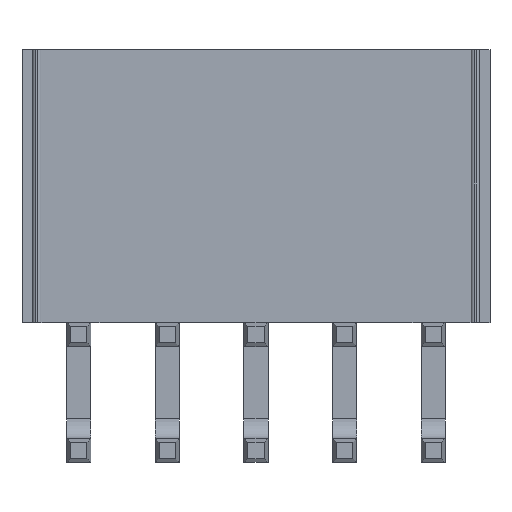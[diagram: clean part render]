
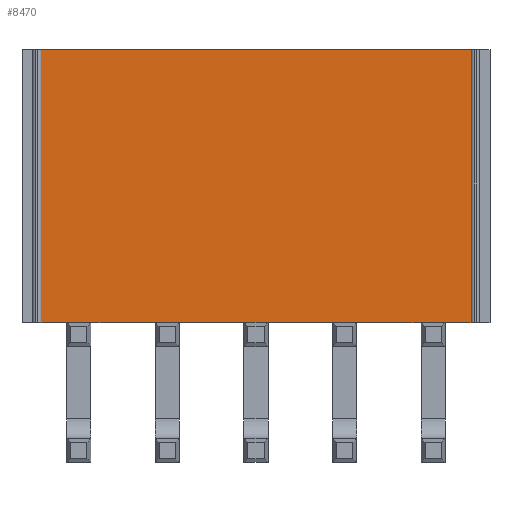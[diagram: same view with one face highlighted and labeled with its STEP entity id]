
A CAD part, front view. The second image highlights one B-rep face of the part: STEP entity #8470.
In plain terms, the highlighted planar face has unit normal (0, -1, 0).
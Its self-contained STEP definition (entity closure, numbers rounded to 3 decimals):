
#90=DIRECTION('',(0.,0.,-1.));
#91=VECTOR('',#90,12.95);
#92=CARTESIAN_POINT('',(10.2,-4.835,12.95));
#93=LINE('',#92,#91);
#98=DIRECTION('',(1.,0.,0.));
#99=VECTOR('',#98,1.23);
#100=CARTESIAN_POINT('',(-10.2,-4.835,0.));
#101=LINE('',#100,#99);
#102=DIRECTION('',(-1.,0.,0.));
#103=VECTOR('',#102,20.4);
#104=CARTESIAN_POINT('',(10.2,-4.835,12.95));
#105=LINE('',#104,#103);
#106=DIRECTION('',(1.,0.,0.));
#107=VECTOR('',#106,1.23);
#108=CARTESIAN_POINT('',(8.97,-4.835,0.));
#109=LINE('',#108,#107);
#110=DIRECTION('',(1.,0.,0.));
#111=VECTOR('',#110,3.06);
#112=CARTESIAN_POINT('',(4.77,-4.835,0.));
#113=LINE('',#112,#111);
#114=DIRECTION('',(1.,0.,0.));
#115=VECTOR('',#114,3.06);
#116=CARTESIAN_POINT('',(0.57,-4.835,0.));
#117=LINE('',#116,#115);
#118=DIRECTION('',(1.,0.,0.));
#119=VECTOR('',#118,3.06);
#120=CARTESIAN_POINT('',(-3.63,-4.835,0.));
#121=LINE('',#120,#119);
#122=DIRECTION('',(1.,0.,0.));
#123=VECTOR('',#122,3.06);
#124=CARTESIAN_POINT('',(-7.83,-4.835,0.));
#125=LINE('',#124,#123);
#130=DIRECTION('',(0.,0.,-1.));
#131=VECTOR('',#130,12.95);
#132=CARTESIAN_POINT('',(-10.2,-4.835,12.95));
#133=LINE('',#132,#131);
#1711=DIRECTION('',(-1.,0.,0.));
#1712=VECTOR('',#1711,1.14);
#1713=CARTESIAN_POINT('',(8.97,-4.835,0.));
#1714=LINE('',#1713,#1712);
#1817=DIRECTION('',(-1.,0.,0.));
#1818=VECTOR('',#1817,1.14);
#1819=CARTESIAN_POINT('',(4.77,-4.835,0.));
#1820=LINE('',#1819,#1818);
#1923=DIRECTION('',(-1.,0.,0.));
#1924=VECTOR('',#1923,1.14);
#1925=CARTESIAN_POINT('',(0.57,-4.835,0.));
#1926=LINE('',#1925,#1924);
#2029=DIRECTION('',(-1.,0.,0.));
#2030=VECTOR('',#2029,1.14);
#2031=CARTESIAN_POINT('',(-3.63,-4.835,0.));
#2032=LINE('',#2031,#2030);
#2135=DIRECTION('',(-1.,0.,0.));
#2136=VECTOR('',#2135,1.14);
#2137=CARTESIAN_POINT('',(-7.83,-4.835,0.));
#2138=LINE('',#2137,#2136);
#5797=CARTESIAN_POINT('',(10.2,-4.835,0.));
#5798=VERTEX_POINT('',#5797);
#5799=CARTESIAN_POINT('',(8.97,-4.835,0.));
#5800=VERTEX_POINT('',#5799);
#5805=CARTESIAN_POINT('',(4.77,-4.835,0.));
#5806=CARTESIAN_POINT('',(7.83,-4.835,0.));
#5807=VERTEX_POINT('',#5805);
#5808=VERTEX_POINT('',#5806);
#5813=CARTESIAN_POINT('',(0.57,-4.835,0.));
#5814=CARTESIAN_POINT('',(3.63,-4.835,0.));
#5815=VERTEX_POINT('',#5813);
#5816=VERTEX_POINT('',#5814);
#5821=CARTESIAN_POINT('',(-3.63,-4.835,0.));
#5822=CARTESIAN_POINT('',(-0.57,-4.835,0.));
#5823=VERTEX_POINT('',#5821);
#5824=VERTEX_POINT('',#5822);
#5829=CARTESIAN_POINT('',(-7.83,-4.835,0.));
#5830=CARTESIAN_POINT('',(-4.77,-4.835,0.));
#5831=VERTEX_POINT('',#5829);
#5832=VERTEX_POINT('',#5830);
#5837=CARTESIAN_POINT('',(-10.2,-4.835,0.));
#5838=CARTESIAN_POINT('',(-8.97,-4.835,0.));
#5839=VERTEX_POINT('',#5837);
#5840=VERTEX_POINT('',#5838);
#6837=CARTESIAN_POINT('',(10.2,-4.835,12.95));
#6838=VERTEX_POINT('',#6837);
#6839=CARTESIAN_POINT('',(-10.2,-4.835,12.95));
#6840=VERTEX_POINT('',#6839);
#8442=CARTESIAN_POINT('',(0.,-4.835,6.475));
#8443=DIRECTION('',(0.,1.,0.));
#8444=DIRECTION('',(1.,0.,0.));
#8445=AXIS2_PLACEMENT_3D('',#8442,#8443,#8444);
#8446=PLANE('',#8445);
#8447=ORIENTED_EDGE('',*,*,#7660,.F.);
#8449=ORIENTED_EDGE('',*,*,#8448,.F.);
#8451=ORIENTED_EDGE('',*,*,#8450,.F.);
#8452=ORIENTED_EDGE('',*,*,#8435,.T.);
#8453=ORIENTED_EDGE('',*,*,#7700,.F.);
#8455=ORIENTED_EDGE('',*,*,#8454,.T.);
#8456=ORIENTED_EDGE('',*,*,#7692,.F.);
#8458=ORIENTED_EDGE('',*,*,#8457,.T.);
#8459=ORIENTED_EDGE('',*,*,#7684,.F.);
#8461=ORIENTED_EDGE('',*,*,#8460,.T.);
#8462=ORIENTED_EDGE('',*,*,#7676,.F.);
#8464=ORIENTED_EDGE('',*,*,#8463,.T.);
#8465=ORIENTED_EDGE('',*,*,#7668,.F.);
#8467=ORIENTED_EDGE('',*,*,#8466,.T.);
#8468=EDGE_LOOP('',(#8447,#8449,#8451,#8452,#8453,#8455,#8456,#8458,#8459,#8461,
#8462,#8464,#8465,#8467));
#8469=FACE_OUTER_BOUND('',#8468,.F.);
#7660=EDGE_CURVE('',#5839,#5840,#101,.T.);
#7668=EDGE_CURVE('',#5831,#5832,#125,.T.);
#7676=EDGE_CURVE('',#5823,#5824,#121,.T.);
#7684=EDGE_CURVE('',#5815,#5816,#117,.T.);
#7692=EDGE_CURVE('',#5807,#5808,#113,.T.);
#7700=EDGE_CURVE('',#5800,#5798,#109,.T.);
#8435=EDGE_CURVE('',#6838,#5798,#93,.T.);
#8448=EDGE_CURVE('',#6840,#5839,#133,.T.);
#8450=EDGE_CURVE('',#6838,#6840,#105,.T.);
#8454=EDGE_CURVE('',#5800,#5808,#1714,.T.);
#8457=EDGE_CURVE('',#5807,#5816,#1820,.T.);
#8460=EDGE_CURVE('',#5815,#5824,#1926,.T.);
#8463=EDGE_CURVE('',#5823,#5832,#2032,.T.);
#8466=EDGE_CURVE('',#5831,#5840,#2138,.T.);
#8470=ADVANCED_FACE('',(#8469),#8446,.F.);
